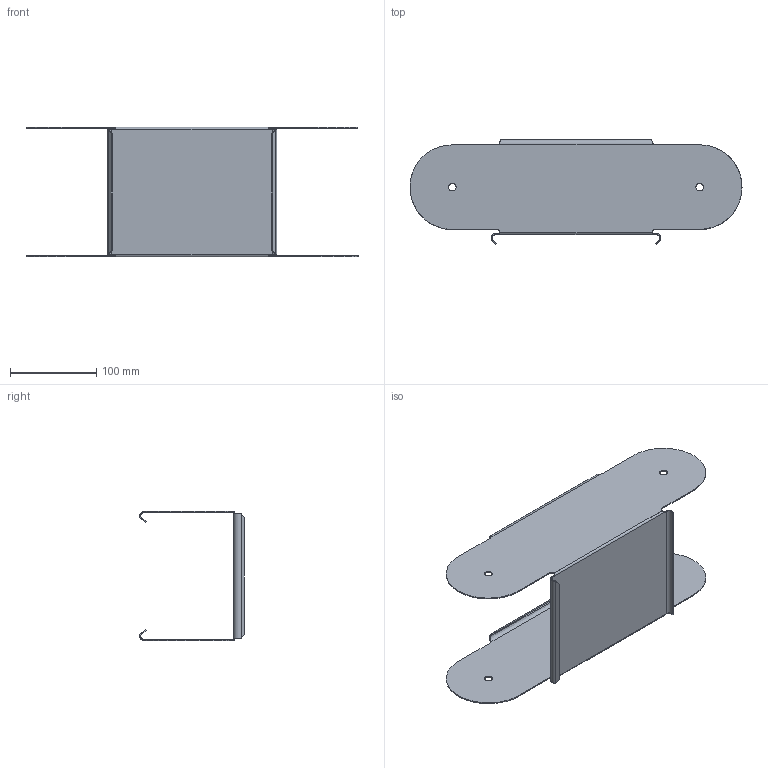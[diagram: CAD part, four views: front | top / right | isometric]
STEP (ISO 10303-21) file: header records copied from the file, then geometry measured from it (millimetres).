
FILE_DESCRIPTION(/* description */ (''),/* implementation_level */ '2;1');
FILE_NAME(/* name */ '7077112',/* time_stamp */ '2014-10-09T16:27:29+02:00',/* author */ (''),/* organization */ (''),/* preprocessor_version */ 'ST-DEVELOPER v15',/* originating_system */ '',/* authorisation */ '');
FILE_SCHEMA (('AUTOMOTIVE_DESIGN'));
Length unit declared in the file: millimetre
Products named in the file (1): Document
Bounding box: 385 x 121.25 x 150 mm (x, y, z)
Volume: 139201.6 mm3; surface area: 225062.4 mm2
Topology: 1 solids, 1 shells, 94 faces, 247 edges, 155 vertices
Faces by surface type: bspline 50, plane 44
Entity records: 3809 total; most frequent: CARTESIAN_POINT 2271, ORIENTED_EDGE 494, EDGE_CURVE 247, B_SPLINE_CURVE_WITH_KNOTS 175, VERTEX_POINT 155, EDGE_LOOP 102, ADVANCED_FACE 94, FACE_OUTER_BOUND 94
